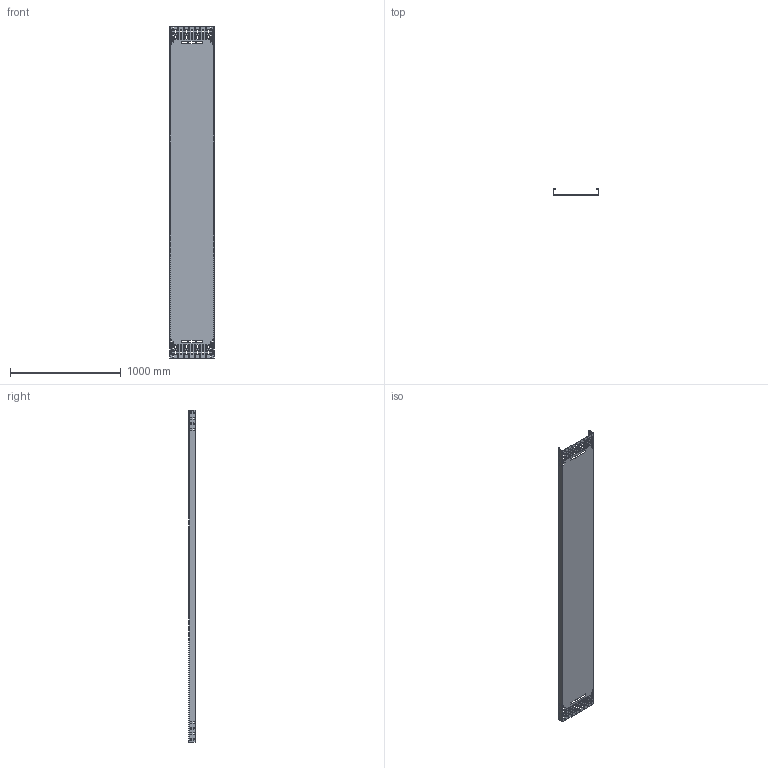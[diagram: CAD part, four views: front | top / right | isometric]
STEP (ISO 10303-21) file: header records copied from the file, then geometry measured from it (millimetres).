
FILE_DESCRIPTION(/* description */ (''),/* implementation_level */ '2;1');
FILE_NAME(/* name */ '6087159',/* time_stamp */ '2015-11-18T16:13:17+01:00',/* author */ (''),/* organization */ (''),/* preprocessor_version */ 'ST-DEVELOPER v15',/* originating_system */ '',/* authorisation */ '');
FILE_SCHEMA (('CONFIG_CONTROL_DESIGN'));
Length unit declared in the file: millimetre
Products named in the file (1): Document
Bounding box: 400 x 59.99 x 3000 mm (x, y, z)
Volume: 1600791.8 mm3; surface area: 3206988 mm2
Topology: 1 solids, 1 shells, 566 faces, 1660 edges, 1096 vertices
Faces by surface type: bspline 296, plane 270
Entity records: 21208 total; most frequent: CARTESIAN_POINT 10984, ORIENTED_EDGE 3320, EDGE_CURVE 1660, VERTEX_POINT 1096, B_SPLINE_CURVE_WITH_KNOTS 1044, EDGE_LOOP 818, ADVANCED_FACE 566, FACE_OUTER_BOUND 566
